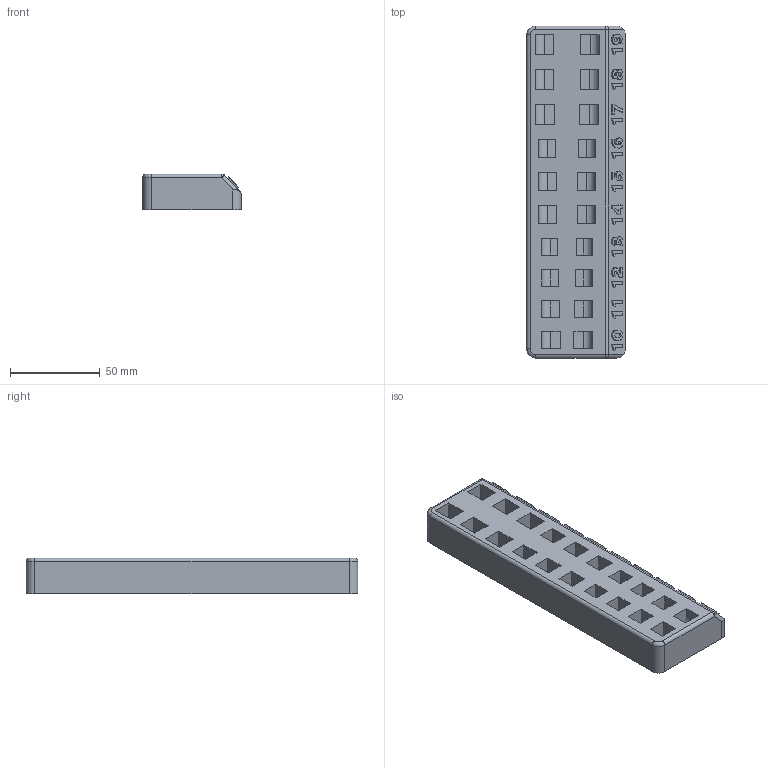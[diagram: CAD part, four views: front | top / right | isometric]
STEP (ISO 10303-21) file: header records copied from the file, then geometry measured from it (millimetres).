
FILE_DESCRIPTION(/* description */ (''),/* implementation_level */ '2;1');
FILE_NAME(/* name */ 'flarenutrack_metric.step',/* time_stamp */ '2021-03-22T15:09:43-05:00',/* author */ (''),/* organization */ (''),/* preprocessor_version */ 'ST-DEVELOPER v18.1',/* originating_system */ 'Autodesk Translation Framework v9.10.0.1330',/* authorisation */ '');
FILE_SCHEMA (('AUTOMOTIVE_DESIGN { 1 0 10303 214 3 1 1 }'));
Length unit declared in the file: millimetre
Products named in the file (1): flarenutrack_metric
Bounding box: 55 x 185 x 20 mm (x, y, z)
Volume: 152868.3 mm3; surface area: 44876 mm2
Topology: 1 solids, 1 shells, 557 faces, 1487 edges, 988 vertices
Faces by surface type: bspline 277, plane 236, cylinder 40, torus 2, sphere 2
Full cylindrical faces by diameter (mm): 6.25 x4, 8.25 x3, 12.25 x3
Entity records: 19865 total; most frequent: CARTESIAN_POINT 7760, ORIENTED_EDGE 2974, DIRECTION 1573, EDGE_CURVE 1487, VERTEX_POINT 988, LINE 851, VECTOR 851, EDGE_LOOP 613
